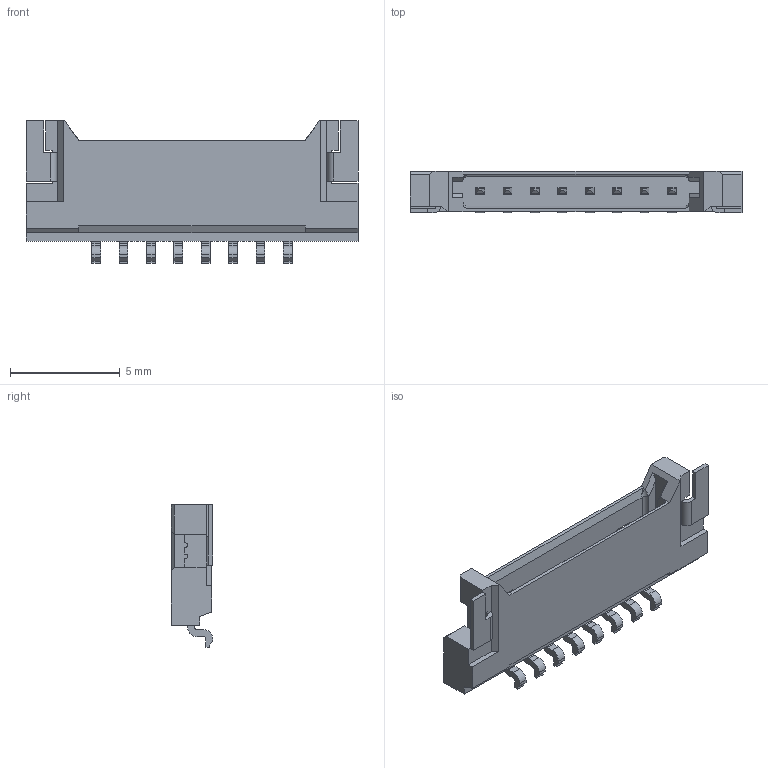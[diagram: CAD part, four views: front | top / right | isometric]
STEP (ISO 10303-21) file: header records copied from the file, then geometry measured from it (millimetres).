
FILE_DESCRIPTION((''),'2;1');
FILE_NAME('537800870','2014-02-28T',('me'),(''),'PRO/ENGINEER BY PARAMETRIC TECHNOLOGY CORPORATION, 2011490','PRO/ENGINEER BY PARAMETRIC TECHNOLOGY CORPORATION, 2011490','');
FILE_SCHEMA(('CONFIG_CONTROL_DESIGN'));
Length unit declared in the file: millimetre
Products named in the file (1): 537800870
Bounding box: 15.15 x 1.9 x 6.5 mm (x, y, z)
Volume: 70.3 mm3; surface area: 356.3 mm2
Topology: 1 solids, 1 shells, 346 faces, 951 edges, 626 vertices
Faces by surface type: plane 298, cylinder 48
Entity records: 10794 total; most frequent: CARTESIAN_POINT 1946, ORIENTED_EDGE 1822, DIRECTION 1719, EDGE_CURVE 911, VECTOR 857, LINE 857, VERTEX_POINT 586, AXIS2_PLACEMENT_3D 431
